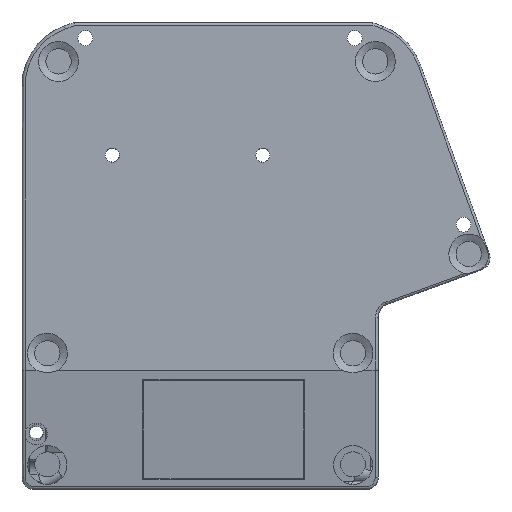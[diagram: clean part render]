
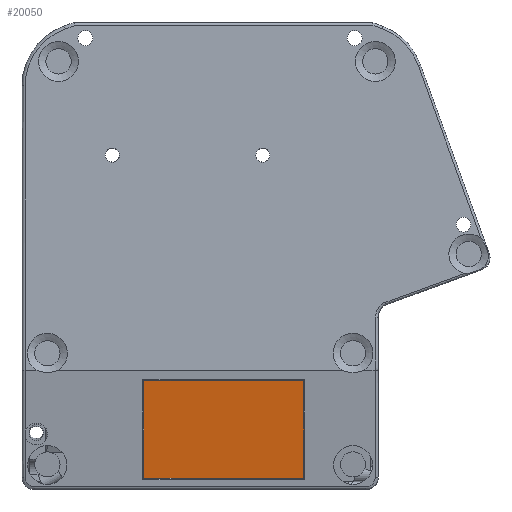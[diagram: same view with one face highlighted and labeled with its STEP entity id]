
A CAD part, front view. The second image highlights one B-rep face of the part: STEP entity #20050.
In plain terms, the highlighted planar face has unit normal (0, -0.988, -0.156).
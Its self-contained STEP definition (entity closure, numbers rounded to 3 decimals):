
#16998 = PLANE('',#16999);
#16999 = AXIS2_PLACEMENT_3D('',#17000,#17001,#17002);
#17000 = CARTESIAN_POINT('',(-164.379,-11.803,
    6.106));
#17001 = DIRECTION('',(0.707,0.698,0.111));
#17002 = DIRECTION('',(0.155,0.,-0.988
    ));
#17026 = PLANE('',#17027);
#17027 = AXIS2_PLACEMENT_3D('',#17028,#17029,#17030);
#17028 = CARTESIAN_POINT('',(-174.1,-11.111,
    1.737));
#17029 = DIRECTION('',(0.,0.588,0.809));
#17030 = DIRECTION('',(1.,0.,0.));
#17054 = PLANE('',#17055);
#17055 = AXIS2_PLACEMENT_3D('',#17056,#17057,#17058);
#17056 = CARTESIAN_POINT('',(-228.768,-14.912,
    25.737));
#17057 = DIRECTION('',(-0.707,0.698,0.111));
#17058 = DIRECTION('',(0.155,0.,0.988)
  );
#17080 = PLANE('',#17081);
#17081 = AXIS2_PLACEMENT_3D('',#17082,#17083,#17084);
#17082 = CARTESIAN_POINT('',(-206.104,-4.833,
    -37.901));
#17083 = DIRECTION('',(0.,0.809,-0.588));
#17084 = DIRECTION('',(-1.,0.,0.));
#19711 = VERTEX_POINT('',#19712);
#19712 = CARTESIAN_POINT('',(-164.569,-10.893,
    1.578));
#19733 = EDGE_CURVE('',#19734,#19711,#19736,.T.);
#19734 = VERTEX_POINT('',#19735);
#19735 = CARTESIAN_POINT('',(-164.569,-4.675,
    -37.683));
#19736 = SURFACE_CURVE('',#19737,(#19741,#19748),.PCURVE_S1.);
#19737 = LINE('',#19738,#19739);
#19738 = CARTESIAN_POINT('',(-164.569,-4.675,
    -37.683));
#19739 = VECTOR('',#19740,1.);
#19740 = DIRECTION('',(0.,-0.156,0.988));
#19741 = PCURVE('',#16998,#19742);
#19742 = DEFINITIONAL_REPRESENTATION('',(#19743),#19747);
#19743 = LINE('',#19744,#19745);
#19744 = CARTESIAN_POINT('',(43.233,9.96));
#19745 = VECTOR('',#19746,1.);
#19746 = DIRECTION('',(-0.976,-0.219));
#19747 = ( GEOMETRIC_REPRESENTATION_CONTEXT(2) 
PARAMETRIC_REPRESENTATION_CONTEXT() REPRESENTATION_CONTEXT('2D SPACE',''
  ) );
#19748 = PCURVE('',#19749,#19754);
#19749 = PLANE('',#19750);
#19750 = AXIS2_PLACEMENT_3D('',#19751,#19752,#19753);
#19751 = CARTESIAN_POINT('',(-196.573,-7.784,
    -18.052));
#19752 = DIRECTION('',(0.,-0.988,-0.156));
#19753 = DIRECTION('',(0.,-0.156,0.988));
#19754 = DEFINITIONAL_REPRESENTATION('',(#19755),#19759);
#19755 = LINE('',#19756,#19757);
#19756 = CARTESIAN_POINT('',(-19.876,-32.004));
#19757 = VECTOR('',#19758,1.);
#19758 = DIRECTION('',(1.,0.));
#19759 = ( GEOMETRIC_REPRESENTATION_CONTEXT(2) 
PARAMETRIC_REPRESENTATION_CONTEXT() REPRESENTATION_CONTEXT('2D SPACE',''
  ) );
#19787 = VERTEX_POINT('',#19788);
#19788 = CARTESIAN_POINT('',(-228.577,-10.893,
    1.578));
#19809 = EDGE_CURVE('',#19711,#19787,#19810,.T.);
#19810 = SURFACE_CURVE('',#19811,(#19815,#19822),.PCURVE_S1.);
#19811 = LINE('',#19812,#19813);
#19812 = CARTESIAN_POINT('',(-164.569,-10.893,
    1.578));
#19813 = VECTOR('',#19814,1.);
#19814 = DIRECTION('',(-1.,0.,0.));
#19815 = PCURVE('',#17026,#19816);
#19816 = DEFINITIONAL_REPRESENTATION('',(#19817),#19821);
#19817 = LINE('',#19818,#19819);
#19818 = CARTESIAN_POINT('',(9.531,0.269));
#19819 = VECTOR('',#19820,1.);
#19820 = DIRECTION('',(-1.,0.));
#19821 = ( GEOMETRIC_REPRESENTATION_CONTEXT(2) 
PARAMETRIC_REPRESENTATION_CONTEXT() REPRESENTATION_CONTEXT('2D SPACE',''
  ) );
#19822 = PCURVE('',#19749,#19823);
#19823 = DEFINITIONAL_REPRESENTATION('',(#19824),#19828);
#19824 = LINE('',#19825,#19826);
#19825 = CARTESIAN_POINT('',(19.876,-32.004));
#19826 = VECTOR('',#19827,1.);
#19827 = DIRECTION('',(0.,1.));
#19828 = ( GEOMETRIC_REPRESENTATION_CONTEXT(2) 
PARAMETRIC_REPRESENTATION_CONTEXT() REPRESENTATION_CONTEXT('2D SPACE',''
  ) );
#19836 = EDGE_CURVE('',#19837,#19734,#19839,.T.);
#19837 = VERTEX_POINT('',#19838);
#19838 = CARTESIAN_POINT('',(-228.577,-4.675,
    -37.683));
#19839 = SURFACE_CURVE('',#19840,(#19844,#19851),.PCURVE_S1.);
#19840 = LINE('',#19841,#19842);
#19841 = CARTESIAN_POINT('',(-228.577,-4.675,
    -37.683));
#19842 = VECTOR('',#19843,1.);
#19843 = DIRECTION('',(1.,0.,0.));
#19844 = PCURVE('',#17080,#19845);
#19845 = DEFINITIONAL_REPRESENTATION('',(#19846),#19850);
#19846 = LINE('',#19847,#19848);
#19847 = CARTESIAN_POINT('',(22.473,0.269));
#19848 = VECTOR('',#19849,1.);
#19849 = DIRECTION('',(-1.,0.));
#19850 = ( GEOMETRIC_REPRESENTATION_CONTEXT(2) 
PARAMETRIC_REPRESENTATION_CONTEXT() REPRESENTATION_CONTEXT('2D SPACE',''
  ) );
#19851 = PCURVE('',#19749,#19852);
#19852 = DEFINITIONAL_REPRESENTATION('',(#19853),#19857);
#19853 = LINE('',#19854,#19855);
#19854 = CARTESIAN_POINT('',(-19.876,32.004));
#19855 = VECTOR('',#19856,1.);
#19856 = DIRECTION('',(0.,-1.));
#19857 = ( GEOMETRIC_REPRESENTATION_CONTEXT(2) 
PARAMETRIC_REPRESENTATION_CONTEXT() REPRESENTATION_CONTEXT('2D SPACE',''
  ) );
#19883 = EDGE_CURVE('',#19787,#19837,#19884,.T.);
#19884 = SURFACE_CURVE('',#19885,(#19889,#19896),.PCURVE_S1.);
#19885 = LINE('',#19886,#19887);
#19886 = CARTESIAN_POINT('',(-228.577,-10.893,
    1.578));
#19887 = VECTOR('',#19888,1.);
#19888 = DIRECTION('',(0.,0.156,-0.988));
#19889 = PCURVE('',#17054,#19890);
#19890 = DEFINITIONAL_REPRESENTATION('',(#19891),#19895);
#19891 = LINE('',#19892,#19893);
#19892 = CARTESIAN_POINT('',(-23.839,5.616));
#19893 = VECTOR('',#19894,1.);
#19894 = DIRECTION('',(-0.976,0.219));
#19895 = ( GEOMETRIC_REPRESENTATION_CONTEXT(2) 
PARAMETRIC_REPRESENTATION_CONTEXT() REPRESENTATION_CONTEXT('2D SPACE',''
  ) );
#19896 = PCURVE('',#19749,#19897);
#19897 = DEFINITIONAL_REPRESENTATION('',(#19898),#19902);
#19898 = LINE('',#19899,#19900);
#19899 = CARTESIAN_POINT('',(19.876,32.004));
#19900 = VECTOR('',#19901,1.);
#19901 = DIRECTION('',(-1.,0.));
#19902 = ( GEOMETRIC_REPRESENTATION_CONTEXT(2) 
PARAMETRIC_REPRESENTATION_CONTEXT() REPRESENTATION_CONTEXT('2D SPACE',''
  ) );
#20050 = ADVANCED_FACE('',(#20051),#19749,.T.);
#20051 = FACE_BOUND('',#20052,.T.);
#20052 = EDGE_LOOP('',(#20053,#20054,#20055,#20056));
#20053 = ORIENTED_EDGE('',*,*,#19809,.T.);
#20054 = ORIENTED_EDGE('',*,*,#19883,.T.);
#20055 = ORIENTED_EDGE('',*,*,#19836,.T.);
#20056 = ORIENTED_EDGE('',*,*,#19733,.T.);
